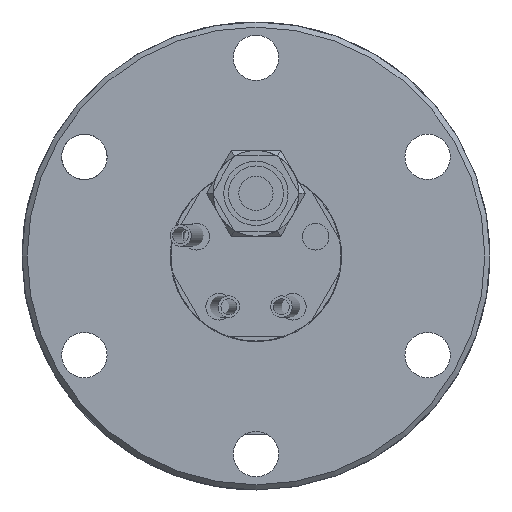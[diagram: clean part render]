
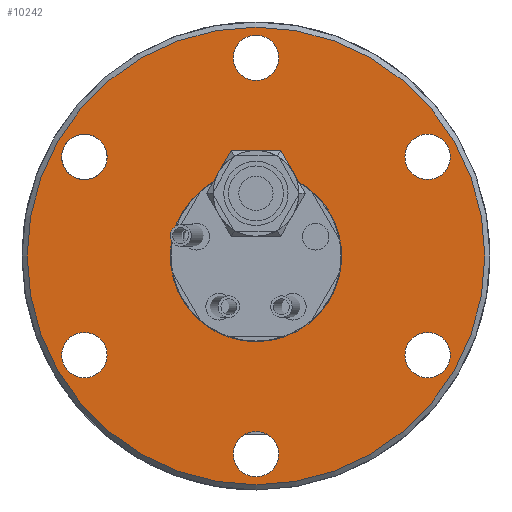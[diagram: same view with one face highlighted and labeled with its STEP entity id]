
A CAD part, front view. The second image highlights one B-rep face of the part: STEP entity #10242.
In plain terms, the highlighted planar face has unit normal (0, -1, 0).
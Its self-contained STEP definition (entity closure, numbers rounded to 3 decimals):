
#208=(
BOUNDED_CURVE()
B_SPLINE_CURVE(3,(#53958,#53959,#53960,#53961),.UNSPECIFIED.,.F.,.F.)
B_SPLINE_CURVE_WITH_KNOTS((4,4),(0.,1.),.UNSPECIFIED.)
CURVE()
GEOMETRIC_REPRESENTATION_ITEM()
RATIONAL_B_SPLINE_CURVE((1.,0.667,0.5,0.5))
REPRESENTATION_ITEM('')
);
#209=(
BOUNDED_CURVE()
B_SPLINE_CURVE(3,(#53964,#53965,#53966,#53967,#53968,#53969,#53970),
 .UNSPECIFIED.,.F.,.F.)
B_SPLINE_CURVE_WITH_KNOTS((4,3,4),(0.,0.333,1.),
 .UNSPECIFIED.)
CURVE()
GEOMETRIC_REPRESENTATION_ITEM()
RATIONAL_B_SPLINE_CURVE((0.5,0.5,0.667,
1.,0.333,0.333,1.))
REPRESENTATION_ITEM('')
);
#1134=B_SPLINE_CURVE_WITH_KNOTS('',3,(#53920,#53921,#53922,#53923,#53924,
#53925,#53926,#53927,#53928,#53929,#53930,#53931,#53932,#53933,#53934,#53935,
#53936,#53937,#53938,#53939,#53940,#53941,#53942,#53943,#53944),
 .UNSPECIFIED.,.T.,.F.,(1,3,3,3,3,3,3,3,3,3,1),(-0.125,0.,0.125,0.25,0.375,
0.5,0.625,0.75,0.875,1.,1.125),.UNSPECIFIED.);
#2259=PLANE('',#33457);
#10242=ADVANCED_FACE('3-0-22',(#11276,#11277,#11278,#11279,#11280,#11281,
#11282,#11283),#2259,.T.);
#11276=FACE_BOUND('',#13331,.T.);
#11277=FACE_BOUND('',#13332,.T.);
#11278=FACE_BOUND('',#13333,.T.);
#11279=FACE_BOUND('',#13334,.T.);
#11280=FACE_BOUND('',#13335,.T.);
#11281=FACE_BOUND('',#13336,.T.);
#11282=FACE_BOUND('',#13337,.T.);
#11283=FACE_BOUND('',#13338,.T.);
#13331=EDGE_LOOP('',(#21410));
#13332=EDGE_LOOP('',(#21411,#21412));
#13333=EDGE_LOOP('',(#21413,#21414));
#13334=EDGE_LOOP('',(#21415,#21416));
#13335=EDGE_LOOP('',(#21417,#21418));
#13336=EDGE_LOOP('',(#21419,#21420));
#13337=EDGE_LOOP('',(#21421,#21422));
#13338=EDGE_LOOP('',(#21423,#21424));
#21410=ORIENTED_EDGE('',*,*,#28633,.T.);
#21411=ORIENTED_EDGE('',*,*,#28634,.T.);
#21412=ORIENTED_EDGE('',*,*,#28635,.T.);
#21413=ORIENTED_EDGE('',*,*,#28636,.T.);
#21414=ORIENTED_EDGE('',*,*,#28637,.T.);
#21415=ORIENTED_EDGE('',*,*,#28638,.T.);
#21416=ORIENTED_EDGE('',*,*,#28639,.T.);
#21417=ORIENTED_EDGE('',*,*,#28640,.F.);
#21418=ORIENTED_EDGE('',*,*,#28641,.F.);
#21419=ORIENTED_EDGE('',*,*,#28642,.T.);
#21420=ORIENTED_EDGE('',*,*,#28643,.T.);
#21421=ORIENTED_EDGE('',*,*,#28644,.T.);
#21422=ORIENTED_EDGE('',*,*,#28645,.T.);
#21423=ORIENTED_EDGE('',*,*,#28646,.T.);
#21424=ORIENTED_EDGE('',*,*,#28647,.T.);
#24498=VERTEX_POINT('',#53945);
#24499=VERTEX_POINT('',#53947);
#24500=VERTEX_POINT('',#53948);
#24501=VERTEX_POINT('',#53951);
#24502=VERTEX_POINT('',#53952);
#24503=VERTEX_POINT('',#53955);
#24504=VERTEX_POINT('',#53956);
#24505=VERTEX_POINT('',#53962);
#24506=VERTEX_POINT('',#53963);
#24507=VERTEX_POINT('',#53972);
#24508=VERTEX_POINT('',#53973);
#24509=VERTEX_POINT('',#53976);
#24510=VERTEX_POINT('',#53977);
#24511=VERTEX_POINT('',#53980);
#24512=VERTEX_POINT('',#53981);
#28633=EDGE_CURVE('',#24498,#24498,#1134,.T.);
#28634=EDGE_CURVE('',#24499,#24500,#30286,.T.);
#28635=EDGE_CURVE('',#24500,#24499,#30287,.T.);
#28636=EDGE_CURVE('',#24501,#24502,#30288,.T.);
#28637=EDGE_CURVE('',#24502,#24501,#30289,.T.);
#28638=EDGE_CURVE('',#24503,#24504,#30290,.T.);
#28639=EDGE_CURVE('',#24504,#24503,#30291,.T.);
#28640=EDGE_CURVE('',#24505,#24506,#208,.T.);
#28641=EDGE_CURVE('',#24506,#24505,#209,.T.);
#28642=EDGE_CURVE('',#24507,#24508,#30292,.T.);
#28643=EDGE_CURVE('',#24508,#24507,#30293,.T.);
#28644=EDGE_CURVE('',#24509,#24510,#30294,.T.);
#28645=EDGE_CURVE('',#24510,#24509,#30295,.T.);
#28646=EDGE_CURVE('',#24511,#24512,#30296,.T.);
#28647=EDGE_CURVE('',#24512,#24511,#30297,.T.);
#30286=CIRCLE('',#33445,3.365);
#30287=CIRCLE('',#33446,3.366);
#30288=CIRCLE('',#33447,3.366);
#30289=CIRCLE('',#33448,3.366);
#30290=CIRCLE('',#33449,3.365);
#30291=CIRCLE('',#33450,3.366);
#30292=CIRCLE('',#33451,3.366);
#30293=CIRCLE('',#33452,3.366);
#30294=CIRCLE('',#33453,3.365);
#30295=CIRCLE('',#33454,3.366);
#30296=CIRCLE('',#33455,33.909);
#30297=CIRCLE('',#33456,33.909);
#33445=AXIS2_PLACEMENT_3D('',#53946,#42010,#42011);
#33446=AXIS2_PLACEMENT_3D('',#53949,#42012,#42013);
#33447=AXIS2_PLACEMENT_3D('',#53950,#42014,#42015);
#33448=AXIS2_PLACEMENT_3D('',#53953,#42016,#42017);
#33449=AXIS2_PLACEMENT_3D('',#53954,#42018,#42019);
#33450=AXIS2_PLACEMENT_3D('',#53957,#42020,#42021);
#33451=AXIS2_PLACEMENT_3D('',#53971,#42022,#42023);
#33452=AXIS2_PLACEMENT_3D('',#53974,#42024,#42025);
#33453=AXIS2_PLACEMENT_3D('',#53975,#42026,#42027);
#33454=AXIS2_PLACEMENT_3D('',#53978,#42028,#42029);
#33455=AXIS2_PLACEMENT_3D('',#53979,#42030,#42031);
#33456=AXIS2_PLACEMENT_3D('',#53982,#42032,#42033);
#33457=AXIS2_PLACEMENT_3D('',#53983,#42034,#42035);
#42010=DIRECTION('',(0.,1.,0.));
#42011=DIRECTION('',(0.,0.,1.));
#42012=DIRECTION('',(0.,1.,0.));
#42013=DIRECTION('',(0.,0.,1.));
#42014=DIRECTION('',(0.,1.,0.));
#42015=DIRECTION('',(0.,0.,1.));
#42016=DIRECTION('',(0.,1.,0.));
#42017=DIRECTION('',(0.,0.,1.));
#42018=DIRECTION('',(0.,1.,0.));
#42019=DIRECTION('',(0.,0.,1.));
#42020=DIRECTION('',(0.,1.,0.));
#42021=DIRECTION('',(0.,0.,1.));
#42022=DIRECTION('',(0.,1.,0.));
#42023=DIRECTION('',(0.,0.,1.));
#42024=DIRECTION('',(0.,1.,0.));
#42025=DIRECTION('',(0.,0.,1.));
#42026=DIRECTION('',(0.,1.,0.));
#42027=DIRECTION('',(0.,0.,1.));
#42028=DIRECTION('',(0.,1.,0.));
#42029=DIRECTION('',(0.,0.,1.));
#42030=DIRECTION('',(0.,-1.,0.));
#42031=DIRECTION('',(0.,0.,1.));
#42032=DIRECTION('',(0.,-1.,0.));
#42033=DIRECTION('',(0.,0.,-1.));
#42034=DIRECTION('',(0.,-1.,0.));
#42035=DIRECTION('',(0.,0.,-1.));
#53920=CARTESIAN_POINT('',(12.708,-574.235,36.568));
#53921=CARTESIAN_POINT('',(16.075,-574.235,36.567));
#53922=CARTESIAN_POINT('',(19.309,-574.235,35.227));
#53923=CARTESIAN_POINT('',(21.689,-574.235,32.847));
#53924=CARTESIAN_POINT('',(24.069,-574.235,30.468));
#53925=CARTESIAN_POINT('',(25.408,-574.235,27.232));
#53926=CARTESIAN_POINT('',(25.408,-574.235,23.867));
#53927=CARTESIAN_POINT('',(25.408,-574.235,20.501));
#53928=CARTESIAN_POINT('',(24.067,-574.235,17.267));
#53929=CARTESIAN_POINT('',(21.688,-574.235,14.887));
#53930=CARTESIAN_POINT('',(19.308,-574.235,12.507));
#53931=CARTESIAN_POINT('',(16.072,-574.235,11.168));
#53932=CARTESIAN_POINT('',(12.707,-574.235,11.168));
#53933=CARTESIAN_POINT('',(9.342,-574.235,11.167));
#53934=CARTESIAN_POINT('',(6.107,-574.235,12.508));
#53935=CARTESIAN_POINT('',(3.727,-574.235,14.888));
#53936=CARTESIAN_POINT('',(1.347,-574.235,17.268));
#53937=CARTESIAN_POINT('',(0.008,-574.235,20.503));
#53938=CARTESIAN_POINT('',(0.008,-574.235,23.869));
#53939=CARTESIAN_POINT('',(0.008,-574.235,27.234));
#53940=CARTESIAN_POINT('',(1.348,-574.235,30.468));
#53941=CARTESIAN_POINT('',(3.728,-574.235,32.849));
#53942=CARTESIAN_POINT('',(6.108,-574.235,35.229));
#53943=CARTESIAN_POINT('',(9.34,-574.235,36.568));
#53944=CARTESIAN_POINT('',(12.708,-574.235,36.568));
#53945=CARTESIAN_POINT('',(12.708,-574.231,36.568));
#53946=CARTESIAN_POINT('',(38.136,-574.235,9.186));
#53947=CARTESIAN_POINT('',(38.136,-574.235,12.552));
#53948=CARTESIAN_POINT('',(41.502,-574.235,9.186));
#53949=CARTESIAN_POINT('',(38.136,-574.235,9.186));
#53950=CARTESIAN_POINT('',(12.708,-574.235,-5.495));
#53951=CARTESIAN_POINT('',(12.708,-574.235,-2.129));
#53952=CARTESIAN_POINT('',(16.073,-574.235,-5.495));
#53953=CARTESIAN_POINT('',(12.708,-574.235,-5.495));
#53954=CARTESIAN_POINT('',(-12.721,-574.235,9.186));
#53955=CARTESIAN_POINT('',(-12.721,-574.235,12.552));
#53956=CARTESIAN_POINT('',(-9.355,-574.235,9.186));
#53957=CARTESIAN_POINT('',(-12.721,-574.235,9.186));
#53958=CARTESIAN_POINT('',(-9.355,-574.235,38.549));
#53959=CARTESIAN_POINT('',(-9.355,-574.235,40.232));
#53960=CARTESIAN_POINT('',(-10.477,-574.235,41.914));
#53961=CARTESIAN_POINT('',(-12.721,-574.235,41.914));
#53962=CARTESIAN_POINT('',(-9.355,-574.235,38.549));
#53963=CARTESIAN_POINT('',(-12.721,-574.235,41.914));
#53964=CARTESIAN_POINT('',(-12.721,-574.235,41.914));
#53965=CARTESIAN_POINT('',(-14.964,-574.235,41.914));
#53966=CARTESIAN_POINT('',(-16.086,-574.235,40.232));
#53967=CARTESIAN_POINT('',(-16.086,-574.235,38.549));
#53968=CARTESIAN_POINT('',(-16.086,-574.235,31.818));
#53969=CARTESIAN_POINT('',(-9.355,-574.235,31.818));
#53970=CARTESIAN_POINT('',(-9.355,-574.235,38.549));
#53971=CARTESIAN_POINT('',(12.708,-574.235,53.23));
#53972=CARTESIAN_POINT('',(12.708,-574.235,56.596));
#53973=CARTESIAN_POINT('',(16.073,-574.235,53.23));
#53974=CARTESIAN_POINT('',(12.708,-574.235,53.23));
#53975=CARTESIAN_POINT('',(38.136,-574.235,38.549));
#53976=CARTESIAN_POINT('',(38.136,-574.235,41.914));
#53977=CARTESIAN_POINT('',(41.502,-574.235,38.549));
#53978=CARTESIAN_POINT('',(38.136,-574.235,38.549));
#53979=CARTESIAN_POINT('',(12.708,-574.235,23.868));
#53980=CARTESIAN_POINT('',(-21.201,-574.235,23.868));
#53981=CARTESIAN_POINT('',(12.708,-574.235,57.777));
#53982=CARTESIAN_POINT('',(12.708,-574.235,23.868));
#53983=CARTESIAN_POINT('',(47.024,-574.235,-10.456));
